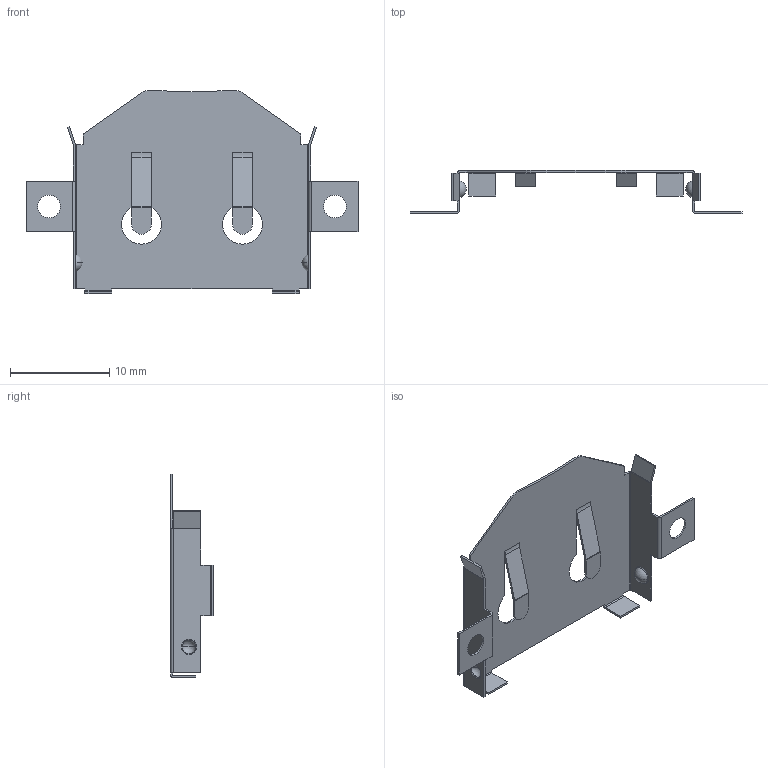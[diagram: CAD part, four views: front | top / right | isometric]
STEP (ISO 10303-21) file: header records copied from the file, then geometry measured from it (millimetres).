
FILE_DESCRIPTION (( 'STEP AP214' ), '1' );
FILE_NAME ('BRX1-2032-SM.STEP', '2020-02-10T20:14:42', ( '' ), ( '' ), 'SwSTEP 2.0', 'SolidWorks 2017', '' );
FILE_SCHEMA (( 'AUTOMOTIVE_DESIGN' ));
Length unit declared in the file: millimetre
Products named in the file (1): BRX1-2032-SM
Bounding box: 33.4 x 4.32 x 20.5 mm (x, y, z)
Volume: 116.9 mm3; surface area: 1214.1 mm2
Topology: 1 solids, 1 shells, 158 faces, 368 edges, 216 vertices
Faces by surface type: plane 105, cylinder 37, torus 8, sphere 8
Entity records: 4452 total; most frequent: DIRECTION 800, CARTESIAN_POINT 743, ORIENTED_EDGE 736, EDGE_CURVE 368, AXIS2_PLACEMENT_3D 273, LINE 254, VECTOR 254, VERTEX_POINT 216
